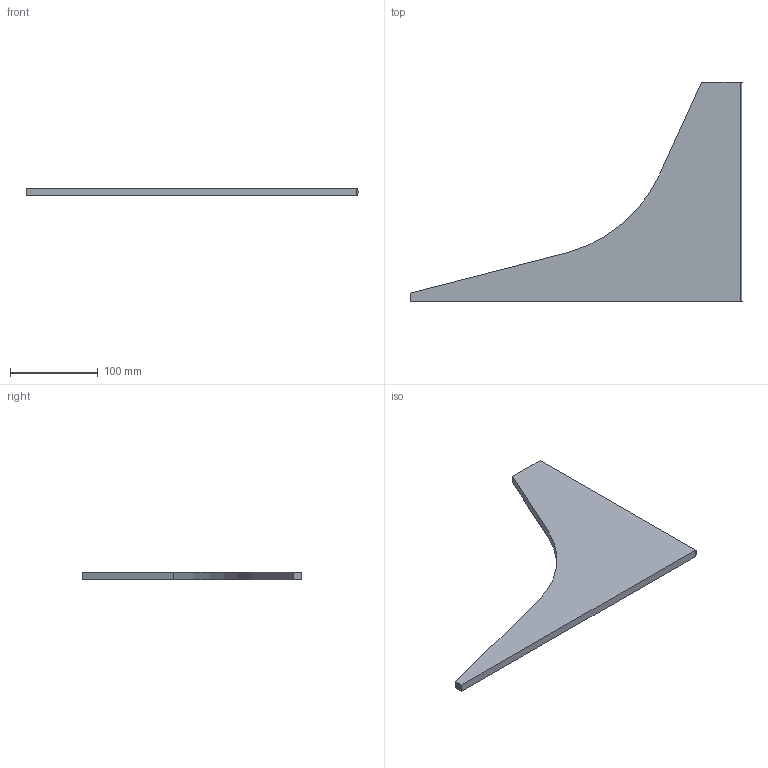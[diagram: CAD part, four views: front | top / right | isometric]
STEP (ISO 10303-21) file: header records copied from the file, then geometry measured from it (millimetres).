
FILE_DESCRIPTION (( 'STEP AP203' ), '1' );
FILE_NAME ('fin_Default_sldprt.STEP', '2021-10-23T20:41:53', ( '' ), ( '' ), 'SwSTEP 2.0', 'SolidWorks 2021', '' );
FILE_SCHEMA (( 'CONFIG_CONTROL_DESIGN' ));
Length unit declared in the file: centimetre
Products named in the file (1): fin_Default_sldprt
Bounding box: 377.63 x 249.6 x 9 mm (x, y, z)
Volume: 321472.5 mm3; surface area: 85655 mm2
Topology: 2 solids, 2 shells, 13 faces, 27 edges, 18 vertices
Faces by surface type: plane 11, cylinder 2
Entity records: 420 total; most frequent: CARTESIAN_POINT 59, DIRECTION 59, ORIENTED_EDGE 54, EDGE_CURVE 27, LINE 23, VECTOR 23, AXIS2_PLACEMENT_3D 18, VERTEX_POINT 18
